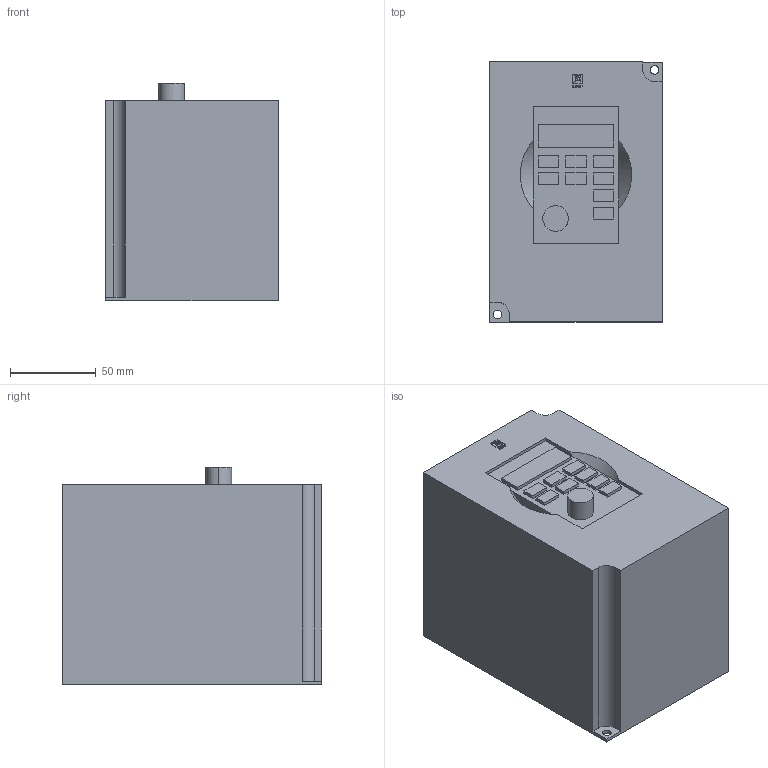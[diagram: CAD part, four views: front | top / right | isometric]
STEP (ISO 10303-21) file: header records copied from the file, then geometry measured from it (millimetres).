
FILE_DESCRIPTION (( 'STEP AP214' ), '1' );
FILE_NAME ('Ïðåîáðàçîâàòåëü ÷àñòîòû VECTOR-100_VT100-1R5-3B.STEP', '2018-04-02T08:34:57', ( '' ), ( '' ), 'SwSTEP 2.0', 'SolidWorks 2017', '' );
FILE_SCHEMA (( 'AUTOMOTIVE_DESIGN' ));
Length unit declared in the file: millimetre
Products named in the file (1): Ïðåîáðàçîâàòåëü ÷àñòîòû VECTOR-100_VT100-1R5-3B
Bounding box: 101 x 152 x 127 mm (x, y, z)
Volume: 1763032.4 mm3; surface area: 91696.8 mm2
Topology: 1 solids, 1 shells, 172 faces, 450 edges, 296 vertices
Faces by surface type: plane 123, bspline 41, cylinder 8
Entity records: 5573 total; most frequent: CARTESIAN_POINT 1470, ORIENTED_EDGE 892, DIRECTION 652, EDGE_CURVE 446, LINE 344, VECTOR 344, VERTEX_POINT 296, EDGE_LOOP 196
